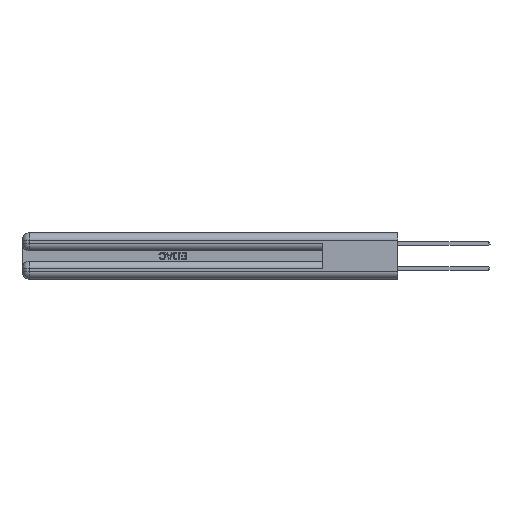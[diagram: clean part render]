
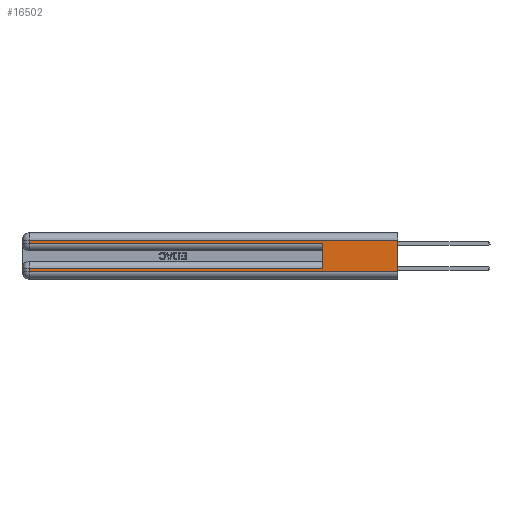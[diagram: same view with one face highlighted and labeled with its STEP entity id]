
A CAD part, left-side view. The second image highlights one B-rep face of the part: STEP entity #16502.
In plain terms, the highlighted planar face has unit normal (-1, 0, 0).
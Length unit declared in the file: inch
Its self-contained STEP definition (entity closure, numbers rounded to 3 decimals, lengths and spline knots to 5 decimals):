
#344 = EDGE_CURVE ( 'NONE', #33515, #5163, #42944, .T. ) ;
#1099 = CARTESIAN_POINT ( 'NONE',  ( 0., 2.94, 0.31 ) ) ;
#1203 = VECTOR ( 'NONE', #16400, 39.37008 ) ;
#1751 = EDGE_CURVE ( 'NONE', #9715, #24408, #15710, .T. ) ;
#3398 = CARTESIAN_POINT ( 'NONE',  ( 0., 0., 0.285 ) ) ;
#3999 = CARTESIAN_POINT ( 'NONE',  ( 0., 0.6, 0.085 ) ) ;
#4456 = LINE ( 'NONE', #8813, #13291 ) ;
#4996 = EDGE_CURVE ( 'NONE', #24408, #12794, #29489, .T. ) ;
#5163 = VERTEX_POINT ( 'NONE', #1099 ) ;
#7207 = DIRECTION ( 'NONE',  ( 0., -1., 0. ) ) ;
#7554 = DIRECTION ( 'NONE',  ( 0., -1., 0. ) ) ;
#8096 = LINE ( 'NONE', #3398, #36422 ) ;
#8456 = DIRECTION ( 'NONE',  ( 1., 0., 0. ) ) ;
#8813 = CARTESIAN_POINT ( 'NONE',  ( 0., 2.94, 0.37 ) ) ;
#9069 = ORIENTED_EDGE ( 'NONE', *, *, #344, .T. ) ;
#9715 = VERTEX_POINT ( 'NONE', #32977 ) ;
#10608 = VERTEX_POINT ( 'NONE', #11951 ) ;
#10721 = VECTOR ( 'NONE', #19139, 39.37008 ) ;
#11951 = CARTESIAN_POINT ( 'NONE',  ( 0., 2.94, 0.285 ) ) ;
#12168 = LINE ( 'NONE', #17484, #30633 ) ;
#12603 = DIRECTION ( 'NONE',  ( 0., 0., -1. ) ) ;
#12794 = VERTEX_POINT ( 'NONE', #21009 ) ;
#13291 = VECTOR ( 'NONE', #12603, 39.37008 ) ;
#15562 = CARTESIAN_POINT ( 'NONE',  ( 0., 0., 0.085 ) ) ;
#15687 = EDGE_CURVE ( 'NONE', #28111, #41207, #12168, .T. ) ;
#15710 = LINE ( 'NONE', #43301, #34157 ) ;
#16131 = EDGE_CURVE ( 'NONE', #5163, #10608, #4456, .T. ) ;
#16400 = DIRECTION ( 'NONE',  ( 0., 1., 0. ) ) ;
#16409 = EDGE_LOOP ( 'NONE', ( #18125, #9069, #47152, #21904, #30025, #38623, #43666, #42538 ) ) ;
#16502 = ADVANCED_FACE ( 'NONE', ( #44951 ), #45244, .F. ) ;
#17484 = CARTESIAN_POINT ( 'NONE',  ( 0., 0.6, 0.145 ) ) ;
#18125 = ORIENTED_EDGE ( 'NONE', *, *, #35413, .F. ) ;
#18854 = CARTESIAN_POINT ( 'NONE',  ( 0., 0., 0.31 ) ) ;
#19139 = DIRECTION ( 'NONE',  ( 0., 1., 0. ) ) ;
#20144 = CARTESIAN_POINT ( 'NONE',  ( 0., 0., 0.31 ) ) ;
#20584 = LINE ( 'NONE', #15562, #10721 ) ;
#21009 = CARTESIAN_POINT ( 'NONE',  ( 0., 0., 0.06 ) ) ;
#21223 = LINE ( 'NONE', #21730, #32145 ) ;
#21730 = CARTESIAN_POINT ( 'NONE',  ( 0., 0., 0.37 ) ) ;
#21904 = ORIENTED_EDGE ( 'NONE', *, *, #34130, .T. ) ;
#22500 = CARTESIAN_POINT ( 'NONE',  ( 0., 0., 0.06 ) ) ;
#24005 = CARTESIAN_POINT ( 'NONE',  ( 0., 2.94, 0.06 ) ) ;
#24408 = VERTEX_POINT ( 'NONE', #24005 ) ;
#24957 = DIRECTION ( 'NONE',  ( 0., 0., -1. ) ) ;
#27145 = VECTOR ( 'NONE', #7554, 39.37008 ) ;
#28111 = VERTEX_POINT ( 'NONE', #3999 ) ;
#29489 = LINE ( 'NONE', #22500, #27145 ) ;
#30025 = ORIENTED_EDGE ( 'NONE', *, *, #15687, .F. ) ;
#30604 = CARTESIAN_POINT ( 'NONE',  ( 0., 0., 0.37 ) ) ;
#30633 = VECTOR ( 'NONE', #39536, 39.37008 ) ;
#32145 = VECTOR ( 'NONE', #47431, 39.37008 ) ;
#32349 = CARTESIAN_POINT ( 'NONE',  ( 0., 0.6, 0.285 ) ) ;
#32977 = CARTESIAN_POINT ( 'NONE',  ( 0., 2.94, 0.085 ) ) ;
#33515 = VERTEX_POINT ( 'NONE', #18854 ) ;
#34130 = EDGE_CURVE ( 'NONE', #10608, #41207, #8096, .T. ) ;
#34157 = VECTOR ( 'NONE', #24957, 39.37008 ) ;
#34336 = DIRECTION ( 'NONE',  ( 0., 0., -1. ) ) ;
#35413 = EDGE_CURVE ( 'NONE', #33515, #12794, #21223, .T. ) ;
#36143 = EDGE_CURVE ( 'NONE', #28111, #9715, #20584, .T. ) ;
#36422 = VECTOR ( 'NONE', #7207, 39.37008 ) ;
#38623 = ORIENTED_EDGE ( 'NONE', *, *, #36143, .T. ) ;
#39536 = DIRECTION ( 'NONE',  ( 0., 0., 1. ) ) ;
#41207 = VERTEX_POINT ( 'NONE', #32349 ) ;
#42538 = ORIENTED_EDGE ( 'NONE', *, *, #4996, .T. ) ;
#42944 = LINE ( 'NONE', #20144, #1203 ) ;
#43301 = CARTESIAN_POINT ( 'NONE',  ( 0., 2.94, 0.37 ) ) ;
#43666 = ORIENTED_EDGE ( 'NONE', *, *, #1751, .T. ) ;
#44469 = AXIS2_PLACEMENT_3D ( 'NONE', #30604, #8456, #34336 ) ;
#44951 = FACE_OUTER_BOUND ( 'NONE', #16409, .T. ) ;
#45244 = PLANE ( 'NONE',  #44469 ) ;
#47152 = ORIENTED_EDGE ( 'NONE', *, *, #16131, .T. ) ;
#47431 = DIRECTION ( 'NONE',  ( 0., 0., -1. ) ) ;
